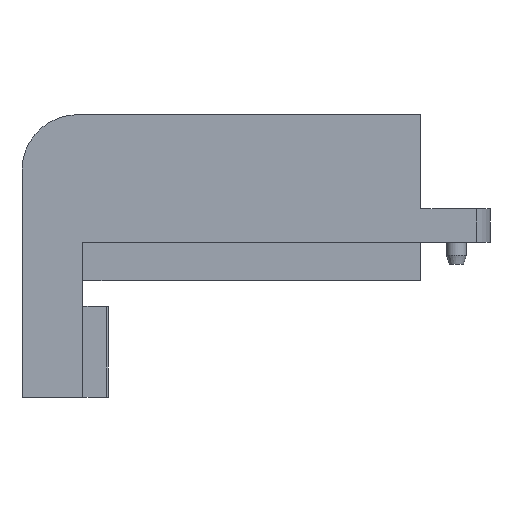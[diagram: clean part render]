
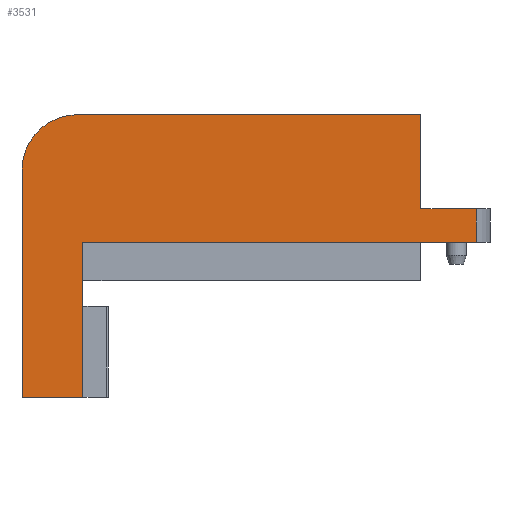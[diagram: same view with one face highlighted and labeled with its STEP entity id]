
A CAD part, front view. The second image highlights one B-rep face of the part: STEP entity #3531.
In plain terms, the highlighted planar face has unit normal (0, -1, 0).
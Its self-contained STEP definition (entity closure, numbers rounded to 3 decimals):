
#274=CARTESIAN_POINT('',(20.25,-22.35,0.0));
#275=VERTEX_POINT('',#274);
#276=CARTESIAN_POINT('',(-15.25,-22.35,0.0));
#277=VERTEX_POINT('',#276);
#278=CARTESIAN_POINT('',(20.25,-22.35,0.0));
#279=DIRECTION('',(-1.0,0.0,0.0));
#280=VECTOR('',#279,35.5);
#281=LINE('',#278,#280);
#282=EDGE_CURVE('',#275,#277,#281,.T.);
#1004=CARTESIAN_POINT('',(15.25,-22.35,3.0));
#1005=VERTEX_POINT('',#1004);
#1022=CARTESIAN_POINT('',(15.25,-22.35,11.5));
#1023=VERTEX_POINT('',#1022);
#1030=CARTESIAN_POINT('',(15.25,-22.35,3.0));
#1031=DIRECTION('',(0.0,0.0,1.0));
#1032=VECTOR('',#1031,8.5);
#1033=LINE('',#1030,#1032);
#1034=EDGE_CURVE('',#1005,#1023,#1033,.T.);
#2320=CARTESIAN_POINT('',(-15.25,-22.35,-14.));
#2321=VERTEX_POINT('',#2320);
#2328=CARTESIAN_POINT('',(-20.75,-22.35,-14.));
#2329=VERTEX_POINT('',#2328);
#2330=CARTESIAN_POINT('',(-15.25,-22.35,-14.));
#2331=DIRECTION('',(-1.0,0.0,0.0));
#2332=VECTOR('',#2331,5.5);
#2333=LINE('',#2330,#2332);
#2334=EDGE_CURVE('',#2321,#2329,#2333,.T.);
#2350=CARTESIAN_POINT('',(-20.75,-22.35,6.5));
#2351=VERTEX_POINT('',#2350);
#2367=CARTESIAN_POINT('',(-20.75,-22.35,-14.));
#2368=DIRECTION('',(0.0,0.0,1.0));
#2369=VECTOR('',#2368,20.5);
#2370=LINE('',#2367,#2369);
#2371=EDGE_CURVE('',#2329,#2351,#2370,.T.);
#2525=CARTESIAN_POINT('',(-15.75,-22.35,11.5));
#2526=VERTEX_POINT('',#2525);
#2527=CARTESIAN_POINT('',(-15.75,-22.35,6.5));
#2528=DIRECTION('',(0.0,-1.0,0.0));
#2529=DIRECTION('',(0.0,0.0,1.0));
#2530=AXIS2_PLACEMENT_3D('',#2527,#2528,#2529);
#2531=CIRCLE('',#2530,5.0);
#2532=EDGE_CURVE('',#2526,#2351,#2531,.T.);
#3144=CARTESIAN_POINT('',(-15.75,-22.35,11.5));
#3145=DIRECTION('',(1.0,0.0,0.0));
#3146=VECTOR('',#3145,31.);
#3147=LINE('',#3144,#3146);
#3148=EDGE_CURVE('',#2526,#1023,#3147,.T.);
#3359=CARTESIAN_POINT('',(20.25,-22.35,3.0));
#3360=VERTEX_POINT('',#3359);
#3361=CARTESIAN_POINT('',(15.25,-22.35,3.0));
#3362=DIRECTION('',(1.0,0.0,0.0));
#3363=VECTOR('',#3362,5.);
#3364=LINE('',#3361,#3363);
#3365=EDGE_CURVE('',#1005,#3360,#3364,.T.);
#3501=CARTESIAN_POINT('',(20.25,-22.35,0.0));
#3502=DIRECTION('',(0.0,0.0,1.0));
#3503=VECTOR('',#3502,3.0);
#3504=LINE('',#3501,#3503);
#3505=EDGE_CURVE('',#275,#3360,#3504,.T.);
#3510=CARTESIAN_POINT('',(-15.25,-22.35,0.0));
#3511=DIRECTION('',(0.0,-1.0,0.0));
#3512=DIRECTION('',(0.0,0.0,-1.0));
#3513=AXIS2_PLACEMENT_3D('',#3510,#3511,#3512);
#3514=PLANE('',#3513);
#3515=ORIENTED_EDGE('',*,*,#3365,.F.);
#3516=ORIENTED_EDGE('',*,*,#1034,.T.);
#3517=ORIENTED_EDGE('',*,*,#3148,.F.);
#3518=ORIENTED_EDGE('',*,*,#2532,.T.);
#3519=ORIENTED_EDGE('',*,*,#2371,.F.);
#3520=ORIENTED_EDGE('',*,*,#2334,.F.);
#3521=CARTESIAN_POINT('',(-15.25,-22.35,-14.));
#3522=DIRECTION('',(0.0,0.0,1.0));
#3523=VECTOR('',#3522,14.);
#3524=LINE('',#3521,#3523);
#3525=EDGE_CURVE('',#2321,#277,#3524,.T.);
#3526=ORIENTED_EDGE('',*,*,#3525,.T.);
#3527=ORIENTED_EDGE('',*,*,#282,.F.);
#3528=ORIENTED_EDGE('',*,*,#3505,.T.);
#3529=EDGE_LOOP('',(#3515,#3516,#3517,#3518,#3519,#3520,#3526,#3527,#3528));
#3530=FACE_OUTER_BOUND('',#3529,.T.);
#3531=ADVANCED_FACE('',(#3530),#3514,.T.);
